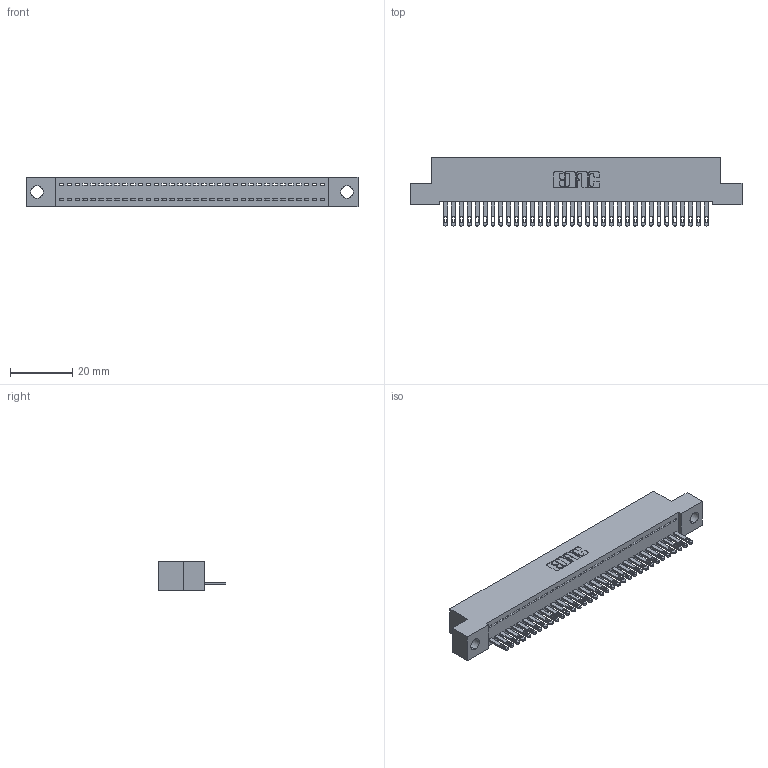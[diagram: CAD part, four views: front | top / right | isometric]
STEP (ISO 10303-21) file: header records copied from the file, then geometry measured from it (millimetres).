
FILE_DESCRIPTION (( 'STEP AP203' ), '1' );
FILE_NAME ('342-034-500-104.STEP', '2019-10-02T11:52:24', ( '' ), ( '' ), 'SwSTEP 2.0', 'SolidWorks 2016', '' );
FILE_SCHEMA (( 'CONFIG_CONTROL_DESIGN' ));
Length unit declared in the file: inch
Products named in the file (3): 342 Part_.156 TH; 345-292-001_345-293-100; 342-034-500-104
Assembly tree (35 placements, depth 2):
  342-034-500-104
    342 Part_.156 TH
    345-292-001_345-293-100  x34
Bounding box: 106.68 x 21.85 x 9.4 mm (x, y, z)
Volume: 9258.3 mm3; surface area: 13331.7 mm2
Topology: 35 solids, 35 shells, 1946 faces, 6011 edges, 4006 vertices
Faces by surface type: plane 1290, cylinder 656
Entity records: 21621 total; most frequent: CARTESIAN_POINT 3736, ORIENTED_EDGE 3706, DIRECTION 3169, EDGE_CURVE 1853, VECTOR 1721, LINE 1721, VERTEX_POINT 1234, AXIS2_PLACEMENT_3D 724
